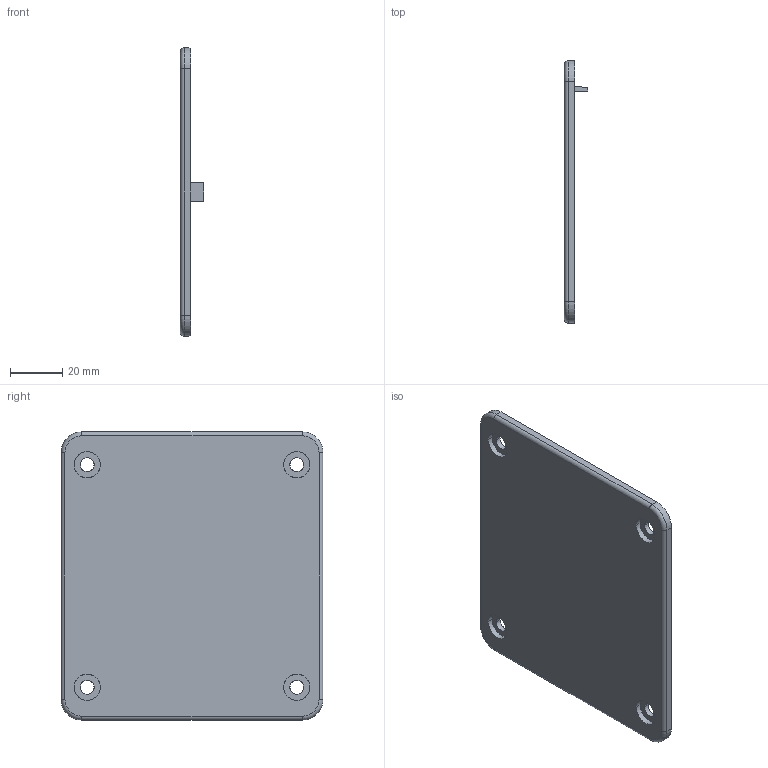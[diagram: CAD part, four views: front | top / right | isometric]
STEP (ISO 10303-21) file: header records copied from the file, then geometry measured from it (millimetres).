
FILE_DESCRIPTION((''),'2;1');
FILE_NAME('GW68294','2021-03-24T13:26:15',('User'),('Axiro Italia'),'CREO PARAMETRIC BY PTC INC, 2020354','CREO PARAMETRIC BY PTC INC, 2020354','');
FILE_SCHEMA(('CONFIG_CONTROL_DESIGN'));
Length unit declared in the file: millimetre
Products named in the file (1): GW68294
Bounding box: 9 x 100.02 x 110.02 mm (x, y, z)
Volume: 24316.1 mm3; surface area: 26412.3 mm2
Topology: 1 solids, 1 shells, 242 faces, 650 edges, 438 vertices
Faces by surface type: plane 190, cone 44, torus 4, cylinder 4
Entity records: 7638 total; most frequent: CARTESIAN_POINT 1398, ORIENTED_EDGE 1300, DIRECTION 1240, EDGE_CURVE 650, VECTOR 512, LINE 512, VERTEX_POINT 438, AXIS2_PLACEMENT_3D 364
